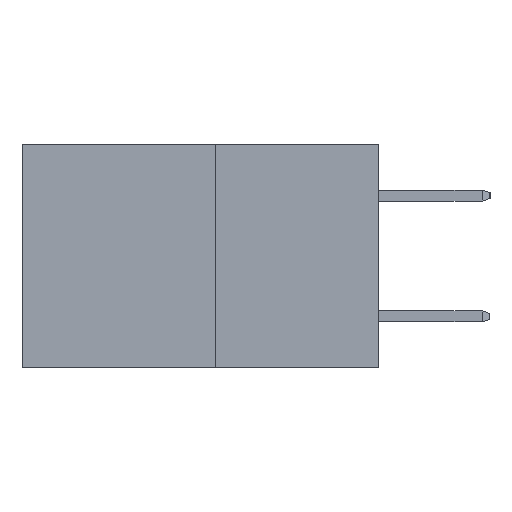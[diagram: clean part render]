
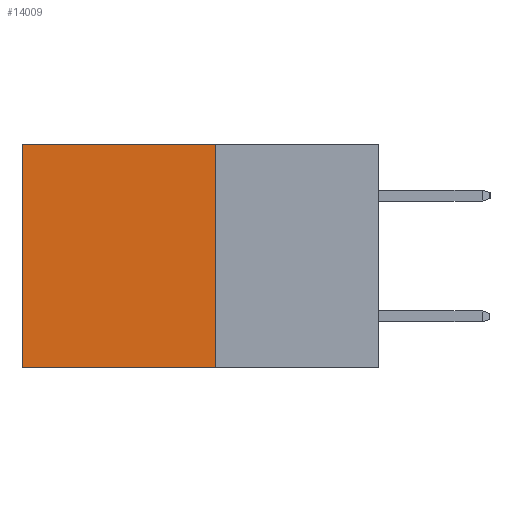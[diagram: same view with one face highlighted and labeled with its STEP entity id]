
A CAD part, left-side view. The second image highlights one B-rep face of the part: STEP entity #14009.
In plain terms, the highlighted planar face has unit normal (-1, 0, 0).
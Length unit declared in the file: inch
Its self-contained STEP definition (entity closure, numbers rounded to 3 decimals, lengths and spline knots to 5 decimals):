
#516 = DIRECTION ( 'NONE',  ( 0., 1., 0. ) ) ;
#1150 = VECTOR ( 'NONE', #516, 39.37008 ) ;
#1418 = CARTESIAN_POINT ( 'NONE',  ( 0.277, 0.27, -0.37 ) ) ;
#1763 = LINE ( 'NONE', #6431, #13897 ) ;
#2874 = CARTESIAN_POINT ( 'NONE',  ( 0.277, 0.59, -0.37 ) ) ;
#2915 = AXIS2_PLACEMENT_3D ( 'NONE', #14797, #5421, #16277 ) ;
#3589 = VECTOR ( 'NONE', #7946, 39.37008 ) ;
#3814 = PLANE ( 'NONE',  #2915 ) ;
#4462 = FACE_OUTER_BOUND ( 'NONE', #16088, .T. ) ;
#5421 = DIRECTION ( 'NONE',  ( 1., 0., 0. ) ) ;
#5740 = EDGE_CURVE ( 'NONE', #12821, #15236, #1763, .T. ) ;
#5972 = DIRECTION ( 'NONE',  ( 0., 0., -1. ) ) ;
#6111 = EDGE_CURVE ( 'NONE', #12236, #7256, #18262, .T. ) ;
#6431 = CARTESIAN_POINT ( 'NONE',  ( 0.277, 0.27, -0.37 ) ) ;
#7256 = VERTEX_POINT ( 'NONE', #2874 ) ;
#7946 = DIRECTION ( 'NONE',  ( 0., 1., 0. ) ) ;
#8140 = DIRECTION ( 'NONE',  ( 0., 0., -1. ) ) ;
#8877 = LINE ( 'NONE', #10252, #1150 ) ;
#9136 = ORIENTED_EDGE ( 'NONE', *, *, #6111, .T. ) ;
#10096 = ORIENTED_EDGE ( 'NONE', *, *, #5740, .F. ) ;
#10252 = CARTESIAN_POINT ( 'NONE',  ( 0.277, 0.27, 0. ) ) ;
#10643 = ORIENTED_EDGE ( 'NONE', *, *, #13980, .T. ) ;
#11329 = CARTESIAN_POINT ( 'NONE',  ( 0.277, 0.27, 0. ) ) ;
#12236 = VERTEX_POINT ( 'NONE', #13444 ) ;
#12821 = VERTEX_POINT ( 'NONE', #11329 ) ;
#13444 = CARTESIAN_POINT ( 'NONE',  ( 0.277, 0.59, 0. ) ) ;
#13897 = VECTOR ( 'NONE', #8140, 39.37008 ) ;
#13980 = EDGE_CURVE ( 'NONE', #12821, #12236, #8877, .T. ) ;
#14009 = ADVANCED_FACE ( 'NONE', ( #4462 ), #3814, .F. ) ;
#14797 = CARTESIAN_POINT ( 'NONE',  ( 0.277, 0.27, -0.37 ) ) ;
#14897 = VECTOR ( 'NONE', #5972, 39.37008 ) ;
#15236 = VERTEX_POINT ( 'NONE', #1418 ) ;
#15284 = CARTESIAN_POINT ( 'NONE',  ( 0.277, 0.59, -0.37 ) ) ;
#16088 = EDGE_LOOP ( 'NONE', ( #9136, #18072, #10096, #10643 ) ) ;
#16277 = DIRECTION ( 'NONE',  ( 0., 0., -1. ) ) ;
#18072 = ORIENTED_EDGE ( 'NONE', *, *, #19085, .F. ) ;
#18262 = LINE ( 'NONE', #15284, #14897 ) ;
#18377 = CARTESIAN_POINT ( 'NONE',  ( 0.277, 0.27, -0.37 ) ) ;
#19085 = EDGE_CURVE ( 'NONE', #15236, #7256, #19760, .T. ) ;
#19760 = LINE ( 'NONE', #18377, #3589 ) ;
